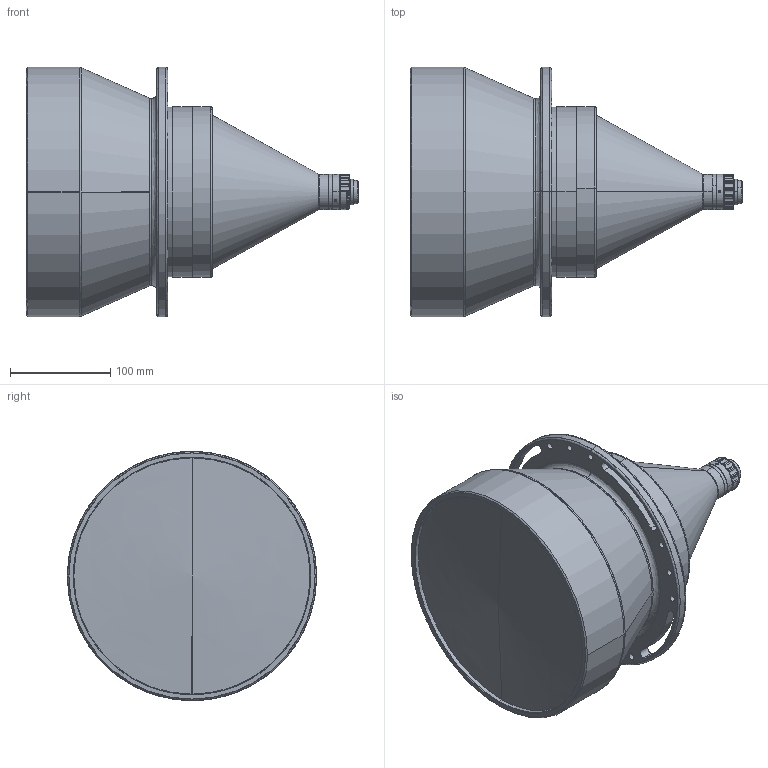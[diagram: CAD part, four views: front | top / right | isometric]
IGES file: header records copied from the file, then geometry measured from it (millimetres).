
Start section: SolidWorks IGES file using analytic representation for surfaces
Global section: file name: WWK0075-220-110.IGS; native system: SolidWorks 2012; preprocessor: SolidWorks 2012; author: frank; date: 180803.103632; units: millimetre
Bounding box: 330.42 x 248 x 248 mm (x, y, z)
Surface area: 275288 mm2 (no closed solid volume)
Topology: 0 solids, 0 shells, 207 faces, 4282 edges, 4276 vertices
Faces by surface type: revolution 169, bspline 38
